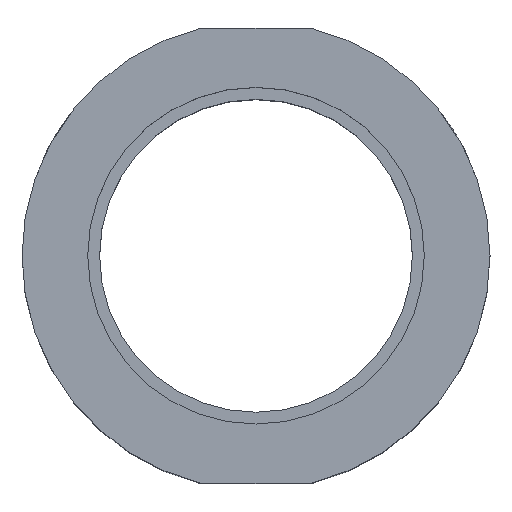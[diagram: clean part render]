
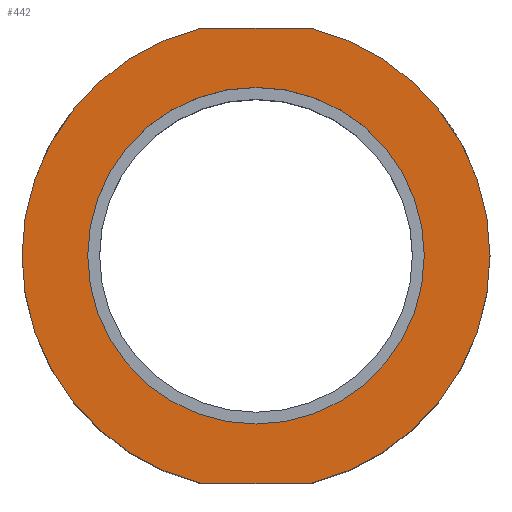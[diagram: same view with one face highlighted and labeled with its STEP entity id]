
A CAD part, top view. The second image highlights one B-rep face of the part: STEP entity #442.
In plain terms, the highlighted planar face has unit normal (0, 0, 1).
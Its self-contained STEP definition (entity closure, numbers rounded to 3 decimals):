
#1 = AXIS2_PLACEMENT_3D ( 'NONE', #525, #969, #188 ) ;
#22 = CARTESIAN_POINT ( 'NONE',  ( 28.5, 27.7, 19. ) ) ;
#52 = CARTESIAN_POINT ( 'NONE',  ( 6.705, -27.7, 19. ) ) ;
#60 = CARTESIAN_POINT ( 'NONE',  ( -20.5, 0., 19. ) ) ;
#82 = CARTESIAN_POINT ( 'NONE',  ( 0., 0., 19. ) ) ;
#100 = AXIS2_PLACEMENT_3D ( 'NONE', #1049, #348, #801 ) ;
#119 = VERTEX_POINT ( 'NONE', #1449 ) ;
#120 = EDGE_LOOP ( 'NONE', ( #1260, #530 ) ) ;
#130 = CIRCLE ( 'NONE', #1050, 28.5 ) ;
#139 = DIRECTION ( 'NONE',  ( 1., 0., 0. ) ) ;
#181 = FACE_BOUND ( 'NONE', #120, .T. ) ;
#188 = DIRECTION ( 'NONE',  ( -1., 0., 0. ) ) ;
#190 = CIRCLE ( 'NONE', #100, 20.5 ) ;
#212 = VECTOR ( 'NONE', #139, 1000. ) ;
#233 = VERTEX_POINT ( 'NONE', #784 ) ;
#270 = CARTESIAN_POINT ( 'NONE',  ( 0., 0., 19. ) ) ;
#287 = CIRCLE ( 'NONE', #1256, 28.5 ) ;
#294 = VERTEX_POINT ( 'NONE', #974 ) ;
#299 = AXIS2_PLACEMENT_3D ( 'NONE', #82, #957, #1088 ) ;
#331 = CARTESIAN_POINT ( 'NONE',  ( 0., 0., 19. ) ) ;
#341 = EDGE_CURVE ( 'NONE', #294, #1143, #130, .T. ) ;
#348 = DIRECTION ( 'NONE',  ( 0., 0., -1. ) ) ;
#354 = CARTESIAN_POINT ( 'NONE',  ( 28.5, -27.7, 19. ) ) ;
#442 = ADVANCED_FACE ( 'NONE', ( #1255, #181 ), #645, .F. ) ;
#474 = DIRECTION ( 'NONE',  ( 0., 0., -1. ) ) ;
#486 = DIRECTION ( 'NONE',  ( -1., 0., 0. ) ) ;
#505 = VECTOR ( 'NONE', #1257, 1000. ) ;
#525 = CARTESIAN_POINT ( 'NONE',  ( 28.5, 0., 19. ) ) ;
#527 = DIRECTION ( 'NONE',  ( -1., 0., 0. ) ) ;
#530 = ORIENTED_EDGE ( 'NONE', *, *, #1171, .T. ) ;
#542 = LINE ( 'NONE', #22, #505 ) ;
#567 = LINE ( 'NONE', #354, #212 ) ;
#645 = PLANE ( 'NONE',  #1 ) ;
#674 = ORIENTED_EDGE ( 'NONE', *, *, #1022, .T. ) ;
#704 = CARTESIAN_POINT ( 'NONE',  ( 0., 0., 19. ) ) ;
#725 = EDGE_LOOP ( 'NONE', ( #1139, #1184, #994, #674, #1097 ) ) ;
#784 = CARTESIAN_POINT ( 'NONE',  ( 20.5, 0., 19. ) ) ;
#796 = VERTEX_POINT ( 'NONE', #60 ) ;
#801 = DIRECTION ( 'NONE',  ( -1., 0., 0. ) ) ;
#802 = DIRECTION ( 'NONE',  ( -1., 0., 0. ) ) ;
#834 = CARTESIAN_POINT ( 'NONE',  ( -28.5, 0., 19. ) ) ;
#879 = CIRCLE ( 'NONE', #1176, 20.5 ) ;
#922 = CARTESIAN_POINT ( 'NONE',  ( -6.705, -27.7, 19. ) ) ;
#930 = VERTEX_POINT ( 'NONE', #834 ) ;
#957 = DIRECTION ( 'NONE',  ( 0., 0., -1. ) ) ;
#969 = DIRECTION ( 'NONE',  ( 0., 0., -1. ) ) ;
#974 = CARTESIAN_POINT ( 'NONE',  ( 6.705, 27.7, 19. ) ) ;
#994 = ORIENTED_EDGE ( 'NONE', *, *, #341, .F. ) ;
#1022 = EDGE_CURVE ( 'NONE', #294, #119, #542, .T. ) ;
#1049 = CARTESIAN_POINT ( 'NONE',  ( 0., 0., 19. ) ) ;
#1050 = AXIS2_PLACEMENT_3D ( 'NONE', #331, #1331, #527 ) ;
#1077 = EDGE_CURVE ( 'NONE', #796, #233, #879, .T. ) ;
#1088 = DIRECTION ( 'NONE',  ( -1., 0., 0. ) ) ;
#1091 = VERTEX_POINT ( 'NONE', #922 ) ;
#1097 = ORIENTED_EDGE ( 'NONE', *, *, #1253, .F. ) ;
#1102 = EDGE_CURVE ( 'NONE', #1091, #1143, #567, .T. ) ;
#1139 = ORIENTED_EDGE ( 'NONE', *, *, #1359, .F. ) ;
#1143 = VERTEX_POINT ( 'NONE', #52 ) ;
#1163 = CIRCLE ( 'NONE', #299, 28.5 ) ;
#1171 = EDGE_CURVE ( 'NONE', #233, #796, #190, .T. ) ;
#1176 = AXIS2_PLACEMENT_3D ( 'NONE', #704, #474, #802 ) ;
#1184 = ORIENTED_EDGE ( 'NONE', *, *, #1102, .T. ) ;
#1253 = EDGE_CURVE ( 'NONE', #930, #119, #287, .T. ) ;
#1255 = FACE_OUTER_BOUND ( 'NONE', #725, .T. ) ;
#1256 = AXIS2_PLACEMENT_3D ( 'NONE', #270, #1264, #486 ) ;
#1257 = DIRECTION ( 'NONE',  ( -1., 0., 0. ) ) ;
#1260 = ORIENTED_EDGE ( 'NONE', *, *, #1077, .T. ) ;
#1264 = DIRECTION ( 'NONE',  ( 0., 0., -1. ) ) ;
#1331 = DIRECTION ( 'NONE',  ( 0., 0., -1. ) ) ;
#1359 = EDGE_CURVE ( 'NONE', #1091, #930, #1163, .T. ) ;
#1449 = CARTESIAN_POINT ( 'NONE',  ( -6.705, 27.7, 19. ) ) ;
